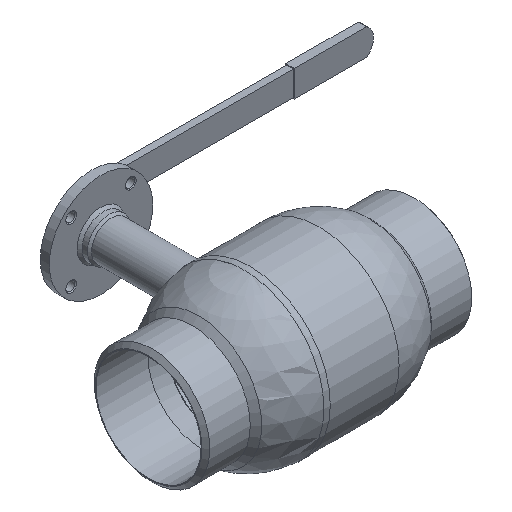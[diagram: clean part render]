
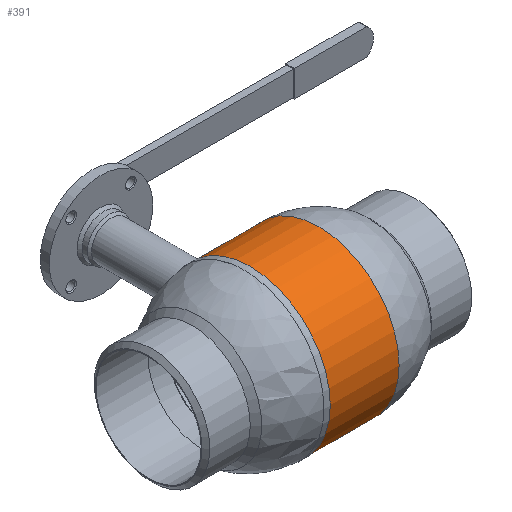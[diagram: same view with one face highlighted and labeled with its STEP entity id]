
A CAD part, isometric view. The second image highlights one B-rep face of the part: STEP entity #391.
In plain terms, the highlighted cylindrical face has radius 96.85 mm (diameter 193.7 mm), a full revolution.
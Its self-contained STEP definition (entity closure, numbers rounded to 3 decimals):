
#339=CARTESIAN_POINT('',(1.895,0.,0.0));
#340=DIRECTION('',(-1.0,0.,0.0));
#341=DIRECTION('',(0.0,-1.0,0.0));
#342=AXIS2_PLACEMENT_3D('',#339,#340,#341);
#343=CYLINDRICAL_SURFACE('',#342,96.85);
#344=CARTESIAN_POINT('',(43.5,-96.85,0.0));
#345=VERTEX_POINT('',#344);
#346=CARTESIAN_POINT('',(43.5,0.,0.0));
#347=DIRECTION('',(-1.0,0.0,0.0));
#348=DIRECTION('',(0.0,-1.0,0.0));
#349=AXIS2_PLACEMENT_3D('',#346,#347,#348);
#350=CIRCLE('',#349,96.85);
#351=EDGE_CURVE('',#345,#345,#350,.T.);
#352=ORIENTED_EDGE('',*,*,#351,.T.);
#353=EDGE_LOOP('',(#352));
#354=FACE_OUTER_BOUND('',#353,.T.);
#355=CARTESIAN_POINT('',(0.,92.618,28.318));
#356=VERTEX_POINT('',#355);
#357=CARTESIAN_POINT('',(0.,92.616,28.32));
#358=CARTESIAN_POINT('',(4.547,92.615,28.32));
#359=CARTESIAN_POINT('',(13.641,93.25,26.35));
#360=CARTESIAN_POINT('',(24.423,95.296,18.28));
#361=CARTESIAN_POINT('',(30.504,96.913,6.576));
#362=CARTESIAN_POINT('',(30.504,96.916,-6.576));
#363=CARTESIAN_POINT('',(24.425,95.293,-18.28));
#364=CARTESIAN_POINT('',(14.835,93.482,-25.45));
#365=CARTESIAN_POINT('',(4.605,92.587,-28.424));
#366=CARTESIAN_POINT('',(-4.604,92.585,-28.421));
#367=CARTESIAN_POINT('',(-16.304,93.614,-25.035));
#368=CARTESIAN_POINT('',(-25.447,95.569,-17.077));
#369=CARTESIAN_POINT('',(-30.501,96.913,-5.107));
#370=CARTESIAN_POINT('',(-30.508,96.915,6.572));
#371=CARTESIAN_POINT('',(-24.421,95.295,18.281));
#372=CARTESIAN_POINT('',(-13.642,93.251,26.35));
#373=CARTESIAN_POINT('',(-4.547,92.616,28.32));
#374=CARTESIAN_POINT('',(0.,92.616,28.32));
#375=B_SPLINE_CURVE_WITH_KNOTS('',3,(#357,#358,#359,#360,#361,#362,#363,#364,#365,#366,#367,#368,#369,#370,#371,#372,#373,#374),.UNSPECIFIED.,.T.,.U.,(4,1,1,1,1,1,1,1,1,1,1,1,1,1,1,4),(-19.084,-17.721,-16.358,-14.995,-13.631,-12.268,-10.905,-9.996,-9.088,-8.179,-6.361,-5.453,-4.089,-2.726,-1.363,0.0),.UNSPECIFIED.);
#376=EDGE_CURVE('',#356,#356,#375,.T.);
#377=ORIENTED_EDGE('',*,*,#376,.F.);
#378=EDGE_LOOP('',(#377));
#379=FACE_BOUND('',#378,.T.);
#380=CARTESIAN_POINT('',(-39.711,-96.85,0.0));
#381=VERTEX_POINT('',#380);
#382=CARTESIAN_POINT('',(-39.711,0.,0.0));
#383=DIRECTION('',(-1.0,0.0,0.0));
#384=DIRECTION('',(0.0,-1.0,0.0));
#385=AXIS2_PLACEMENT_3D('',#382,#383,#384);
#386=CIRCLE('',#385,96.85);
#387=EDGE_CURVE('',#381,#381,#386,.T.);
#388=ORIENTED_EDGE('',*,*,#387,.F.);
#389=EDGE_LOOP('',(#388));
#390=FACE_BOUND('',#389,.T.);
#391=ADVANCED_FACE('',(#354,#379,#390),#343,.T.);
